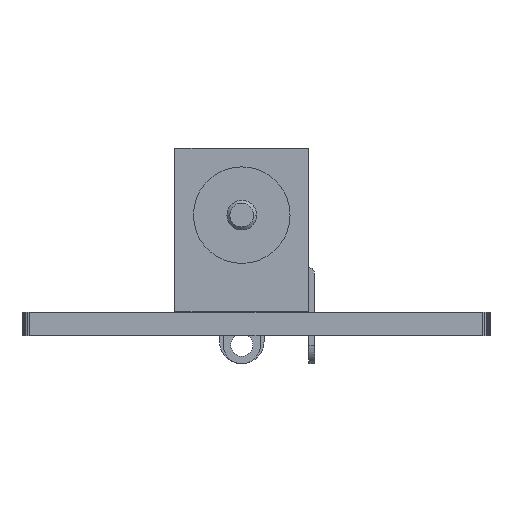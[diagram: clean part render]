
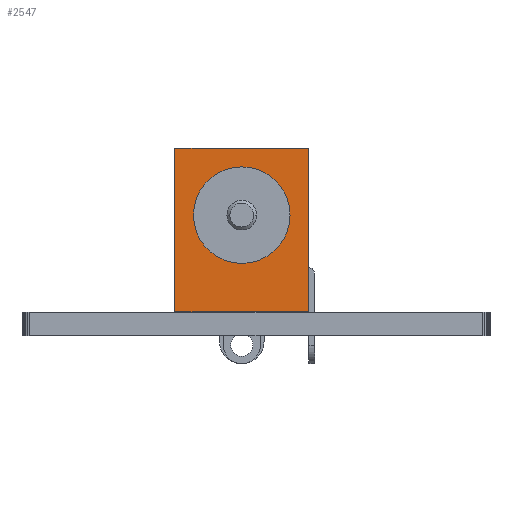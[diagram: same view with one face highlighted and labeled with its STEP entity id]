
A CAD part, left-side view. The second image highlights one B-rep face of the part: STEP entity #2547.
In plain terms, the highlighted face is planar.
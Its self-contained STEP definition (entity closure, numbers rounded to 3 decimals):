
#186 = VERTEX_POINT('',#187);
#187 = CARTESIAN_POINT('',(0.,0.,-3.25));
#194 = CYLINDRICAL_SURFACE('',#195,3.25);
#195 = AXIS2_PLACEMENT_3D('',#196,#197,#198);
#196 = CARTESIAN_POINT('',(-7.,0.,0.));
#197 = DIRECTION('',(1.,0.,0.));
#198 = DIRECTION('',(0.,0.,-1.));
#206 = CYLINDRICAL_SURFACE('',#207,3.25);
#207 = AXIS2_PLACEMENT_3D('',#208,#209,#210);
#208 = CARTESIAN_POINT('',(-7.,0.,0.));
#209 = DIRECTION('',(1.,0.,0.));
#210 = DIRECTION('',(0.,0.,-1.));
#218 = EDGE_CURVE('',#219,#186,#221,.T.);
#219 = VERTEX_POINT('',#220);
#220 = CARTESIAN_POINT('',(0.,0.,3.25));
#221 = SURFACE_CURVE('',#222,(#227,#234),.PCURVE_S1.);
#222 = CIRCLE('',#223,3.25);
#223 = AXIS2_PLACEMENT_3D('',#224,#225,#226);
#224 = CARTESIAN_POINT('',(0.,0.,0.));
#225 = DIRECTION('',(1.,0.,0.));
#226 = DIRECTION('',(0.,0.,-1.));
#227 = PCURVE('',#194,#228);
#228 = DEFINITIONAL_REPRESENTATION('',(#229),#233);
#229 = LINE('',#230,#231);
#230 = CARTESIAN_POINT('',(0.,7.));
#231 = VECTOR('',#232,1.);
#232 = DIRECTION('',(1.,0.));
#233 = ( GEOMETRIC_REPRESENTATION_CONTEXT(2) 
PARAMETRIC_REPRESENTATION_CONTEXT() REPRESENTATION_CONTEXT('2D SPACE',''
  ) );
#234 = PCURVE('',#235,#240);
#235 = PLANE('',#236);
#236 = AXIS2_PLACEMENT_3D('',#237,#238,#239);
#237 = CARTESIAN_POINT('',(0.,-6.5,4.5));
#238 = DIRECTION('',(1.,0.,0.));
#239 = DIRECTION('',(0.,0.,-1.));
#240 = DEFINITIONAL_REPRESENTATION('',(#241),#245);
#241 = CIRCLE('',#242,3.25);
#242 = AXIS2_PLACEMENT_2D('',#243,#244);
#243 = CARTESIAN_POINT('',(4.5,6.5));
#244 = DIRECTION('',(1.,0.));
#245 = ( GEOMETRIC_REPRESENTATION_CONTEXT(2) 
PARAMETRIC_REPRESENTATION_CONTEXT() REPRESENTATION_CONTEXT('2D SPACE',''
  ) );
#940 = EDGE_CURVE('',#186,#219,#941,.T.);
#941 = SURFACE_CURVE('',#942,(#947,#954),.PCURVE_S1.);
#942 = CIRCLE('',#943,3.25);
#943 = AXIS2_PLACEMENT_3D('',#944,#945,#946);
#944 = CARTESIAN_POINT('',(0.,0.,0.));
#945 = DIRECTION('',(1.,0.,0.));
#946 = DIRECTION('',(0.,0.,-1.));
#947 = PCURVE('',#206,#948);
#948 = DEFINITIONAL_REPRESENTATION('',(#949),#953);
#949 = LINE('',#950,#951);
#950 = CARTESIAN_POINT('',(0.,7.));
#951 = VECTOR('',#952,1.);
#952 = DIRECTION('',(1.,0.));
#953 = ( GEOMETRIC_REPRESENTATION_CONTEXT(2) 
PARAMETRIC_REPRESENTATION_CONTEXT() REPRESENTATION_CONTEXT('2D SPACE',''
  ) );
#954 = PCURVE('',#235,#955);
#955 = DEFINITIONAL_REPRESENTATION('',(#956),#960);
#956 = CIRCLE('',#957,3.25);
#957 = AXIS2_PLACEMENT_2D('',#958,#959);
#958 = CARTESIAN_POINT('',(4.5,6.5));
#959 = DIRECTION('',(1.,0.));
#960 = ( GEOMETRIC_REPRESENTATION_CONTEXT(2) 
PARAMETRIC_REPRESENTATION_CONTEXT() REPRESENTATION_CONTEXT('2D SPACE',''
  ) );
#1040 = PLANE('',#1041);
#1041 = AXIS2_PLACEMENT_3D('',#1042,#1043,#1044);
#1042 = CARTESIAN_POINT('',(-14.4,4.5,4.5));
#1043 = DIRECTION('',(0.,0.,1.));
#1044 = DIRECTION('',(0.,-1.,0.));
#1068 = PLANE('',#1069);
#1069 = AXIS2_PLACEMENT_3D('',#1070,#1071,#1072);
#1070 = CARTESIAN_POINT('',(-14.4,-6.5,4.5));
#1071 = DIRECTION('',(0.,-1.,0.));
#1072 = DIRECTION('',(0.,0.,-1.));
#1431 = PLANE('',#1432);
#1432 = AXIS2_PLACEMENT_3D('',#1433,#1434,#1435);
#1433 = CARTESIAN_POINT('',(-14.4,4.5,-4.5));
#1434 = DIRECTION('',(0.,0.,-1.));
#1435 = DIRECTION('',(0.,1.,0.));
#1467 = VERTEX_POINT('',#1468);
#1468 = CARTESIAN_POINT('',(0.,-6.5,-4.5));
#1489 = EDGE_CURVE('',#1490,#1467,#1492,.T.);
#1490 = VERTEX_POINT('',#1491);
#1491 = CARTESIAN_POINT('',(0.,-6.5,4.5));
#1492 = SURFACE_CURVE('',#1493,(#1497,#1504),.PCURVE_S1.);
#1493 = LINE('',#1494,#1495);
#1494 = CARTESIAN_POINT('',(0.,-6.5,4.5));
#1495 = VECTOR('',#1496,1.);
#1496 = DIRECTION('',(0.,0.,-1.));
#1497 = PCURVE('',#1068,#1498);
#1498 = DEFINITIONAL_REPRESENTATION('',(#1499),#1503);
#1499 = LINE('',#1500,#1501);
#1500 = CARTESIAN_POINT('',(0.,14.4));
#1501 = VECTOR('',#1502,1.);
#1502 = DIRECTION('',(1.,0.));
#1503 = ( GEOMETRIC_REPRESENTATION_CONTEXT(2) 
PARAMETRIC_REPRESENTATION_CONTEXT() REPRESENTATION_CONTEXT('2D SPACE',''
  ) );
#1504 = PCURVE('',#235,#1505);
#1505 = DEFINITIONAL_REPRESENTATION('',(#1506),#1510);
#1506 = LINE('',#1507,#1508);
#1507 = CARTESIAN_POINT('',(0.,0.));
#1508 = VECTOR('',#1509,1.);
#1509 = DIRECTION('',(1.,0.));
#1510 = ( GEOMETRIC_REPRESENTATION_CONTEXT(2) 
PARAMETRIC_REPRESENTATION_CONTEXT() REPRESENTATION_CONTEXT('2D SPACE',''
  ) );
#2158 = VERTEX_POINT('',#2159);
#2159 = CARTESIAN_POINT('',(0.,4.5,-4.5));
#2173 = PLANE('',#2174);
#2174 = AXIS2_PLACEMENT_3D('',#2175,#2176,#2177);
#2175 = CARTESIAN_POINT('',(-14.4,4.5,4.5));
#2176 = DIRECTION('',(0.,1.,0.));
#2177 = DIRECTION('',(0.,0.,1.));
#2185 = EDGE_CURVE('',#1467,#2158,#2186,.T.);
#2186 = SURFACE_CURVE('',#2187,(#2191,#2198),.PCURVE_S1.);
#2187 = LINE('',#2188,#2189);
#2188 = CARTESIAN_POINT('',(0.,4.5,-4.5));
#2189 = VECTOR('',#2190,1.);
#2190 = DIRECTION('',(0.,1.,0.));
#2191 = PCURVE('',#1431,#2192);
#2192 = DEFINITIONAL_REPRESENTATION('',(#2193),#2197);
#2193 = LINE('',#2194,#2195);
#2194 = CARTESIAN_POINT('',(0.,14.4));
#2195 = VECTOR('',#2196,1.);
#2196 = DIRECTION('',(1.,0.));
#2197 = ( GEOMETRIC_REPRESENTATION_CONTEXT(2) 
PARAMETRIC_REPRESENTATION_CONTEXT() REPRESENTATION_CONTEXT('2D SPACE',''
  ) );
#2198 = PCURVE('',#235,#2199);
#2199 = DEFINITIONAL_REPRESENTATION('',(#2200),#2204);
#2200 = LINE('',#2201,#2202);
#2201 = CARTESIAN_POINT('',(9.,11.));
#2202 = VECTOR('',#2203,1.);
#2203 = DIRECTION('',(0.,1.));
#2204 = ( GEOMETRIC_REPRESENTATION_CONTEXT(2) 
PARAMETRIC_REPRESENTATION_CONTEXT() REPRESENTATION_CONTEXT('2D SPACE',''
  ) );
#2233 = VERTEX_POINT('',#2234);
#2234 = CARTESIAN_POINT('',(0.,4.5,4.5));
#2255 = EDGE_CURVE('',#2158,#2233,#2256,.T.);
#2256 = SURFACE_CURVE('',#2257,(#2261,#2268),.PCURVE_S1.);
#2257 = LINE('',#2258,#2259);
#2258 = CARTESIAN_POINT('',(0.,4.5,4.5));
#2259 = VECTOR('',#2260,1.);
#2260 = DIRECTION('',(0.,0.,1.));
#2261 = PCURVE('',#2173,#2262);
#2262 = DEFINITIONAL_REPRESENTATION('',(#2263),#2267);
#2263 = LINE('',#2264,#2265);
#2264 = CARTESIAN_POINT('',(0.,14.4));
#2265 = VECTOR('',#2266,1.);
#2266 = DIRECTION('',(1.,0.));
#2267 = ( GEOMETRIC_REPRESENTATION_CONTEXT(2) 
PARAMETRIC_REPRESENTATION_CONTEXT() REPRESENTATION_CONTEXT('2D SPACE',''
  ) );
#2268 = PCURVE('',#235,#2269);
#2269 = DEFINITIONAL_REPRESENTATION('',(#2270),#2274);
#2270 = LINE('',#2271,#2272);
#2271 = CARTESIAN_POINT('',(0.,11.));
#2272 = VECTOR('',#2273,1.);
#2273 = DIRECTION('',(-1.,0.));
#2274 = ( GEOMETRIC_REPRESENTATION_CONTEXT(2) 
PARAMETRIC_REPRESENTATION_CONTEXT() REPRESENTATION_CONTEXT('2D SPACE',''
  ) );
#2283 = EDGE_CURVE('',#2233,#1490,#2284,.T.);
#2284 = SURFACE_CURVE('',#2285,(#2289,#2296),.PCURVE_S1.);
#2285 = LINE('',#2286,#2287);
#2286 = CARTESIAN_POINT('',(0.,4.5,4.5));
#2287 = VECTOR('',#2288,1.);
#2288 = DIRECTION('',(0.,-1.,0.));
#2289 = PCURVE('',#1040,#2290);
#2290 = DEFINITIONAL_REPRESENTATION('',(#2291),#2295);
#2291 = LINE('',#2292,#2293);
#2292 = CARTESIAN_POINT('',(0.,14.4));
#2293 = VECTOR('',#2294,1.);
#2294 = DIRECTION('',(1.,0.));
#2295 = ( GEOMETRIC_REPRESENTATION_CONTEXT(2) 
PARAMETRIC_REPRESENTATION_CONTEXT() REPRESENTATION_CONTEXT('2D SPACE',''
  ) );
#2296 = PCURVE('',#235,#2297);
#2297 = DEFINITIONAL_REPRESENTATION('',(#2298),#2302);
#2298 = LINE('',#2299,#2300);
#2299 = CARTESIAN_POINT('',(0.,11.));
#2300 = VECTOR('',#2301,1.);
#2301 = DIRECTION('',(0.,-1.));
#2302 = ( GEOMETRIC_REPRESENTATION_CONTEXT(2) 
PARAMETRIC_REPRESENTATION_CONTEXT() REPRESENTATION_CONTEXT('2D SPACE',''
  ) );
#2547 = ADVANCED_FACE('',(#2548,#2552),#235,.T.);
#2548 = FACE_BOUND('',#2549,.T.);
#2549 = EDGE_LOOP('',(#2550,#2551));
#2550 = ORIENTED_EDGE('',*,*,#940,.F.);
#2551 = ORIENTED_EDGE('',*,*,#218,.F.);
#2552 = FACE_BOUND('',#2553,.T.);
#2553 = EDGE_LOOP('',(#2554,#2555,#2556,#2557));
#2554 = ORIENTED_EDGE('',*,*,#2283,.T.);
#2555 = ORIENTED_EDGE('',*,*,#1489,.T.);
#2556 = ORIENTED_EDGE('',*,*,#2185,.T.);
#2557 = ORIENTED_EDGE('',*,*,#2255,.T.);
